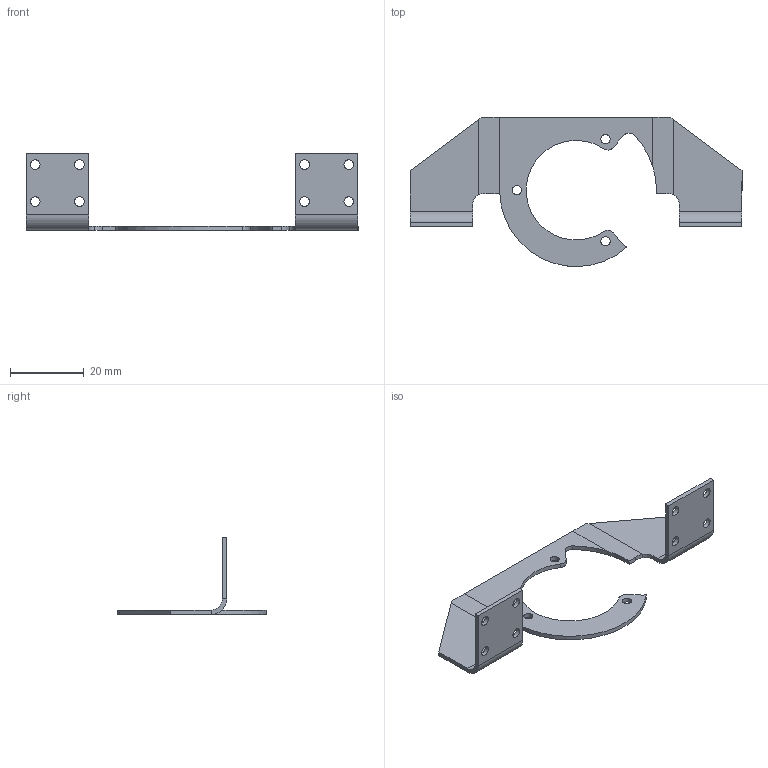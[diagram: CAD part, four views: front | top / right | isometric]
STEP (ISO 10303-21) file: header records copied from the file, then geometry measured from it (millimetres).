
FILE_DESCRIPTION (( 'STEP AP214' ), '1' );
FILE_NAME ('agile-eye-folded-motor-bracket.STEP', '2025-04-06T03:54:33', ( '' ), ( '' ), 'SwSTEP 2.0', 'SolidWorks 2024', '' );
FILE_SCHEMA (( 'AUTOMOTIVE_DESIGN' ));
Length unit declared in the file: millimetre
Products named in the file (1): agile-eye-folded-motor-bracket
Bounding box: 90 x 40.42 x 20.84 mm (x, y, z)
Volume: 2734.8 mm3; surface area: 5152.4 mm2
Topology: 1 solids, 1 shells, 67 faces, 167 edges, 102 vertices
Faces by surface type: plane 40, cylinder 27
Full cylindrical faces by diameter (mm): 2.5 x3, 2.6 x8
Entity records: 1952 total; most frequent: DIRECTION 337, CARTESIAN_POINT 333, ORIENTED_EDGE 304, EDGE_CURVE 152, AXIS2_PLACEMENT_3D 122, EDGE_LOOP 100, VERTEX_POINT 98, LINE 93
